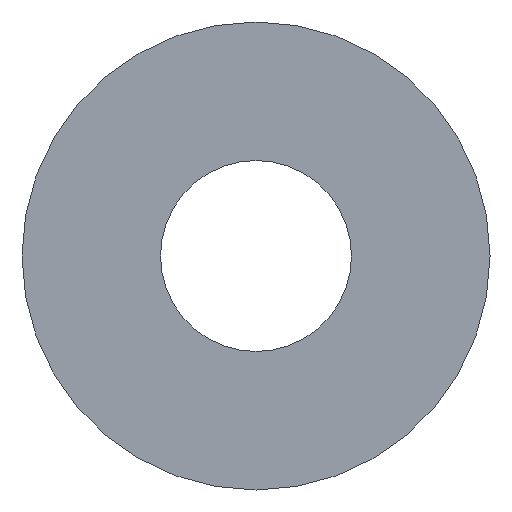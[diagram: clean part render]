
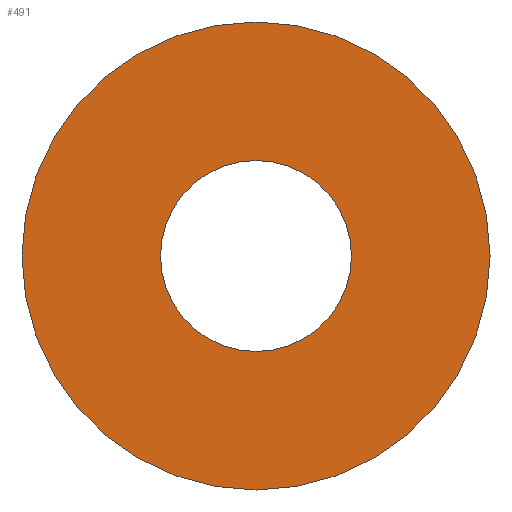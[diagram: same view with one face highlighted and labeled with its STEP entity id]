
A CAD part, front view. The second image highlights one B-rep face of the part: STEP entity #491.
In plain terms, the highlighted planar face has unit normal (0, -1, 0).
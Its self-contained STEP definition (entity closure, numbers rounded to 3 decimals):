
#21 = ORIENTED_EDGE ( 'NONE', *, *, #193, .T. ) ;
#33 = CIRCLE ( 'NONE', #1091, 10. ) ;
#42 = EDGE_CURVE ( 'NONE', #845, #490, #1026, .T. ) ;
#87 = CARTESIAN_POINT ( 'NONE',  ( 0., 0., -24.5 ) ) ;
#105 = ORIENTED_EDGE ( 'NONE', *, *, #42, .F. ) ;
#127 = DIRECTION ( 'NONE',  ( 0., 1., 0. ) ) ;
#128 = DIRECTION ( 'NONE',  ( 0., 1., 0. ) ) ;
#149 = DIRECTION ( 'NONE',  ( 0., 1., 0. ) ) ;
#164 = DIRECTION ( 'NONE',  ( 1., 0., 0. ) ) ;
#193 = EDGE_CURVE ( 'NONE', #541, #572, #33, .T. ) ;
#206 = DIRECTION ( 'NONE',  ( 1., 0., 0. ) ) ;
#237 = EDGE_CURVE ( 'NONE', #490, #845, #283, .T. ) ;
#250 = CARTESIAN_POINT ( 'NONE',  ( 0., 0., 24.5 ) ) ;
#258 = EDGE_LOOP ( 'NONE', ( #105, #980 ) ) ;
#261 = CARTESIAN_POINT ( 'NONE',  ( 0., 0., -10. ) ) ;
#283 = CIRCLE ( 'NONE', #930, 24.5 ) ;
#337 = DIRECTION ( 'NONE',  ( 1., 0., 0. ) ) ;
#375 = DIRECTION ( 'NONE',  ( 0., 1., 0. ) ) ;
#414 = PLANE ( 'NONE',  #666 ) ;
#450 = EDGE_LOOP ( 'NONE', ( #632, #21 ) ) ;
#490 = VERTEX_POINT ( 'NONE', #250 ) ;
#491 = ADVANCED_FACE ( 'NONE', ( #635, #898 ), #414, .F. ) ;
#541 = VERTEX_POINT ( 'NONE', #1122 ) ;
#567 = AXIS2_PLACEMENT_3D ( 'NONE', #1009, #149, #337 ) ;
#572 = VERTEX_POINT ( 'NONE', #261 ) ;
#632 = ORIENTED_EDGE ( 'NONE', *, *, #921, .T. ) ;
#635 = FACE_BOUND ( 'NONE', #450, .T. ) ;
#665 = AXIS2_PLACEMENT_3D ( 'NONE', #686, #127, #206 ) ;
#666 = AXIS2_PLACEMENT_3D ( 'NONE', #705, #128, #903 ) ;
#686 = CARTESIAN_POINT ( 'NONE',  ( 0., 0., 0. ) ) ;
#705 = CARTESIAN_POINT ( 'NONE',  ( 0., 0., 0. ) ) ;
#792 = CARTESIAN_POINT ( 'NONE',  ( 0., 0., 0. ) ) ;
#845 = VERTEX_POINT ( 'NONE', #87 ) ;
#857 = CARTESIAN_POINT ( 'NONE',  ( 0., 0., 0. ) ) ;
#884 = DIRECTION ( 'NONE',  ( 1., 0., 0. ) ) ;
#898 = FACE_OUTER_BOUND ( 'NONE', #258, .T. ) ;
#903 = DIRECTION ( 'NONE',  ( 1., 0., 0. ) ) ;
#921 = EDGE_CURVE ( 'NONE', #572, #541, #1205, .T. ) ;
#930 = AXIS2_PLACEMENT_3D ( 'NONE', #792, #967, #884 ) ;
#967 = DIRECTION ( 'NONE',  ( 0., 1., 0. ) ) ;
#980 = ORIENTED_EDGE ( 'NONE', *, *, #237, .F. ) ;
#1009 = CARTESIAN_POINT ( 'NONE',  ( 0., 0., 0. ) ) ;
#1026 = CIRCLE ( 'NONE', #567, 24.5 ) ;
#1091 = AXIS2_PLACEMENT_3D ( 'NONE', #857, #375, #164 ) ;
#1122 = CARTESIAN_POINT ( 'NONE',  ( 0., 0., 10. ) ) ;
#1205 = CIRCLE ( 'NONE', #665, 10. ) ;
